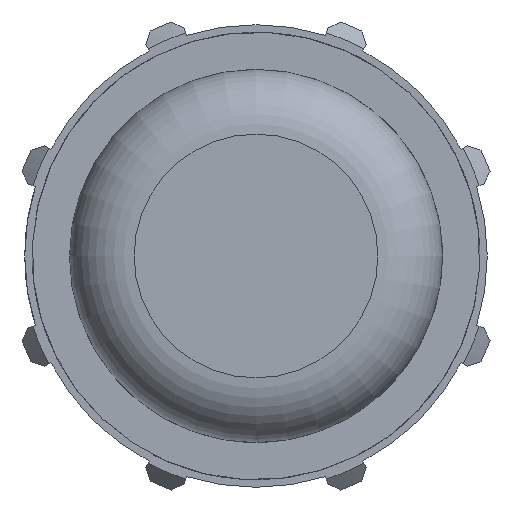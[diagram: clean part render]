
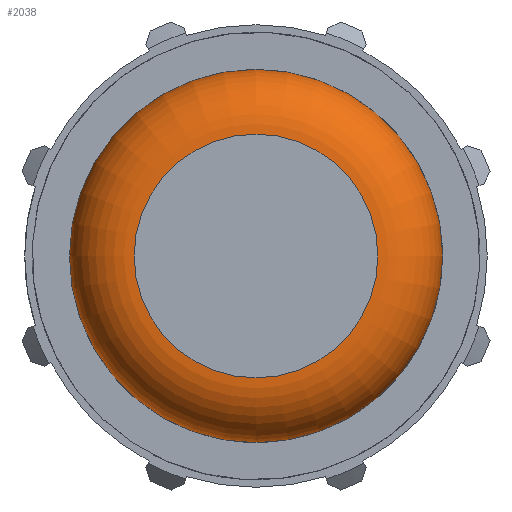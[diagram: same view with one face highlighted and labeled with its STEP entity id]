
A CAD part, left-side view. The second image highlights one B-rep face of the part: STEP entity #2038.
In plain terms, the highlighted toroidal (fillet/blend) face has major radius 27.685 mm and minor radius 14.69 mm.
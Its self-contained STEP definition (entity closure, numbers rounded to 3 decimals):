
#461=FACE_BOUND('',#603,.T.);
#484=FACE_OUTER_BOUND('',#602,.T.);
#602=EDGE_LOOP('',(#1324));
#603=EDGE_LOOP('',(#1325));
#738=CIRCLE('',#2160,27.685);
#739=CIRCLE('',#2161,42.375);
#830=VERTEX_POINT('',#2934);
#831=VERTEX_POINT('',#2936);
#1030=EDGE_CURVE('',#830,#830,#738,.T.);
#1031=EDGE_CURVE('',#831,#831,#739,.T.);
#1324=ORIENTED_EDGE('',*,*,#1030,.T.);
#1325=ORIENTED_EDGE('',*,*,#1031,.T.);
#1904=TOROIDAL_SURFACE('',#2159,27.685,14.69);
#2038=ADVANCED_FACE('',(#484,#461),#1904,.T.);
#2159=AXIS2_PLACEMENT_3D('',#2933,#2375,#2376);
#2160=AXIS2_PLACEMENT_3D('',#2935,#2377,#2378);
#2161=AXIS2_PLACEMENT_3D('',#2937,#2379,#2380);
#2375=DIRECTION('center_axis',(1.,0.,0.));
#2376=DIRECTION('ref_axis',(0.,0.,-1.));
#2377=DIRECTION('center_axis',(1.,0.,0.));
#2378=DIRECTION('ref_axis',(0.,-1.,0.));
#2379=DIRECTION('center_axis',(-1.,0.,0.));
#2380=DIRECTION('ref_axis',(0.,-1.,0.));
#2933=CARTESIAN_POINT('Origin',(14.69,0.,0.));
#2934=CARTESIAN_POINT('',(0.,27.685,0.));
#2935=CARTESIAN_POINT('Origin',(0.,0.,0.));
#2936=CARTESIAN_POINT('',(14.69,42.375,0.));
#2937=CARTESIAN_POINT('Origin',(14.69,0.,0.));
